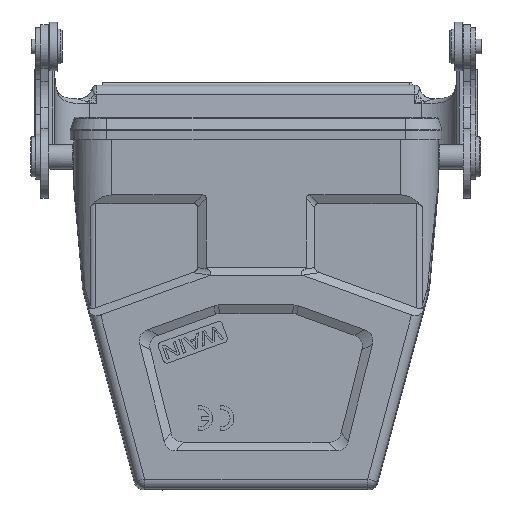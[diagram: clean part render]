
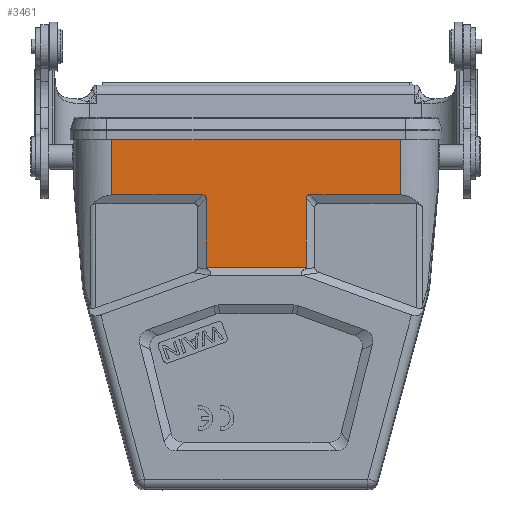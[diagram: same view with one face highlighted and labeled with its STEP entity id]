
A CAD part, front view. The second image highlights one B-rep face of the part: STEP entity #3461.
In plain terms, the highlighted planar face has unit normal (0, -1, 0).
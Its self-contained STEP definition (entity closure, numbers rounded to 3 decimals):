
#899=ELLIPSE('',#25220,3.969,1.5);
#903=ELLIPSE('',#25227,3.969,1.5);
#3461=ADVANCED_FACE('',(#5415),#4492,.F.);
#4492=PLANE('',#25888);
#5415=FACE_OUTER_BOUND('',#6807,.T.);
#6807=EDGE_LOOP('',(#11373,#11374,#11375,#11376,#11377,#11378,#11379,#11380,
#11381,#11382));
#11373=ORIENTED_EDGE('',*,*,#19198,.F.);
#11374=ORIENTED_EDGE('',*,*,#18233,.F.);
#11375=ORIENTED_EDGE('',*,*,#18238,.F.);
#11376=ORIENTED_EDGE('',*,*,#18240,.F.);
#11377=ORIENTED_EDGE('',*,*,#18247,.T.);
#11378=ORIENTED_EDGE('',*,*,#18230,.F.);
#11379=ORIENTED_EDGE('',*,*,#18226,.F.);
#11380=ORIENTED_EDGE('',*,*,#18221,.F.);
#11381=ORIENTED_EDGE('',*,*,#19196,.F.);
#11382=ORIENTED_EDGE('',*,*,#19199,.T.);
#15654=VERTEX_POINT('',#37387);
#15655=VERTEX_POINT('',#37388);
#15659=VERTEX_POINT('',#37398);
#15661=VERTEX_POINT('',#37405);
#15662=VERTEX_POINT('',#37409);
#15664=VERTEX_POINT('',#37412);
#15667=VERTEX_POINT('',#37420);
#15669=VERTEX_POINT('',#37426);
#16255=VERTEX_POINT('',#40643);
#16256=VERTEX_POINT('',#40648);
#18221=EDGE_CURVE('',#15654,#15655,#21354,.T.);
#18226=EDGE_CURVE('',#15655,#15659,#899,.T.);
#18230=EDGE_CURVE('',#15659,#15661,#21359,.T.);
#18233=EDGE_CURVE('',#15662,#15664,#21362,.T.);
#18238=EDGE_CURVE('',#15667,#15662,#903,.T.);
#18240=EDGE_CURVE('',#15669,#15667,#21365,.T.);
#18247=EDGE_CURVE('',#15669,#15661,#21370,.T.);
#19196=EDGE_CURVE('',#16255,#15654,#21958,.T.);
#19198=EDGE_CURVE('',#15664,#16256,#21959,.T.);
#19199=EDGE_CURVE('',#16255,#16256,#21960,.T.);
#21354=LINE('',#37386,#23267);
#21359=LINE('',#37404,#23272);
#21362=LINE('',#37411,#23275);
#21365=LINE('',#37425,#23278);
#21370=LINE('',#37439,#23283);
#21958=LINE('',#40644,#23871);
#21959=LINE('',#40647,#23872);
#21960=LINE('',#40649,#23873);
#23267=VECTOR('',#28935,1.);
#23272=VECTOR('',#28952,1.);
#23275=VECTOR('',#28957,1.);
#23278=VECTOR('',#28972,1.);
#23283=VECTOR('',#28985,1.);
#23871=VECTOR('',#30877,1.);
#23872=VECTOR('',#30882,1.);
#23873=VECTOR('',#30883,1.);
#25220=AXIS2_PLACEMENT_3D('',#37397,#28944,#28945);
#25227=AXIS2_PLACEMENT_3D('',#37422,#28966,#28967);
#25888=AXIS2_PLACEMENT_3D('',#40650,#30884,#30885);
#28935=DIRECTION('',(-1.,0.,0.));
#28944=DIRECTION('',(0.,-1.,0.));
#28945=DIRECTION('',(-0.707,0.,0.707));
#28952=DIRECTION('',(0.,0.,-1.));
#28957=DIRECTION('',(-1.,0.,0.));
#28966=DIRECTION('',(0.,-1.,0.));
#28967=DIRECTION('',(0.707,0.,0.707));
#28972=DIRECTION('',(0.,0.,1.));
#28985=DIRECTION('',(1.,0.,0.));
#30877=DIRECTION('',(0.,0.,-1.));
#30882=DIRECTION('',(0.,0.,1.));
#30883=DIRECTION('',(-1.,0.,0.));
#30884=DIRECTION('',(0.,1.,0.));
#30885=DIRECTION('',(-1.,0.,0.));
#37386=CARTESIAN_POINT('',(-23.953,-21.5,-13.));
#37387=CARTESIAN_POINT('',(28.878,-21.5,-13.));
#37388=CARTESIAN_POINT('',(10.75,-21.5,-13.));
#37397=CARTESIAN_POINT('',(13.,-21.5,-16.));
#37398=CARTESIAN_POINT('',(10.,-21.5,-13.75));
#37404=CARTESIAN_POINT('',(10.,-21.5,-21.094));
#37405=CARTESIAN_POINT('',(10.,-21.5,-27.456));
#37409=CARTESIAN_POINT('',(-10.75,-21.5,-13.));
#37411=CARTESIAN_POINT('',(-23.953,-21.5,-13.));
#37412=CARTESIAN_POINT('',(-28.878,-21.5,-13.));
#37420=CARTESIAN_POINT('',(-10.,-21.5,-13.75));
#37422=CARTESIAN_POINT('',(-13.,-21.5,-16.));
#37425=CARTESIAN_POINT('',(-10.,-21.5,-21.094));
#37426=CARTESIAN_POINT('',(-10.,-21.5,-27.456));
#37439=CARTESIAN_POINT('',(0.,-21.5,-27.456));
#40643=CARTESIAN_POINT('',(28.878,-21.5,-2.));
#40644=CARTESIAN_POINT('',(28.878,-21.5,0.));
#40647=CARTESIAN_POINT('',(-28.878,-21.5,-11.));
#40648=CARTESIAN_POINT('',(-28.878,-21.5,-2.));
#40649=CARTESIAN_POINT('',(0.,-21.5,-2.));
#40650=CARTESIAN_POINT('',(0.,-21.5,0.));
